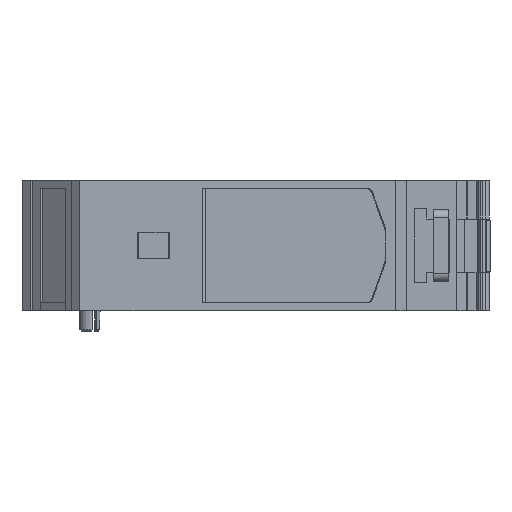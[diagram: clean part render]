
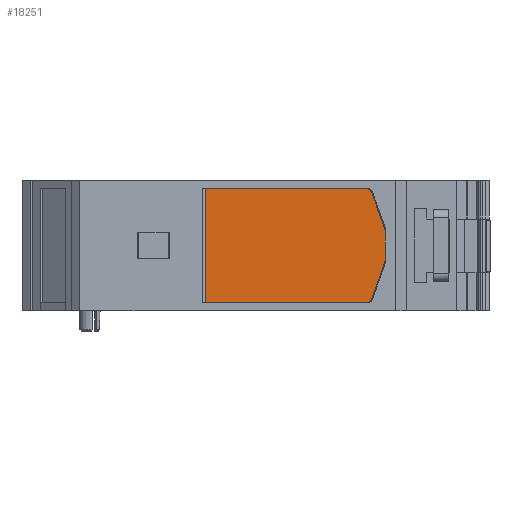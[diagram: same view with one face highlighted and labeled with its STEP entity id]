
A CAD part, left-side view. The second image highlights one B-rep face of the part: STEP entity #18251.
In plain terms, the highlighted planar face has unit normal (-1, 0, 0).
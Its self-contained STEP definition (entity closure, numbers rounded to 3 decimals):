
#107 = CARTESIAN_POINT ( 'NONE',  ( -38., -63.729, 1.506 ) ) ;
#161 = CARTESIAN_POINT ( 'NONE',  ( -38., -64.6, 2.176 ) ) ;
#540 = CARTESIAN_POINT ( 'NONE',  ( -38., -8.79, 144.35 ) ) ;
#878 = VERTEX_POINT ( 'NONE', #1605 ) ;
#881 = FACE_OUTER_BOUND ( 'NONE', #14400, .T. ) ;
#936 = CARTESIAN_POINT ( 'NONE',  ( -38., -64.483, 23.05 ) ) ;
#1340 = ORIENTED_EDGE ( 'NONE', *, *, #12719, .F. ) ;
#1605 = CARTESIAN_POINT ( 'NONE',  ( -38., -63.593, 1.5 ) ) ;
#1648 = CARTESIAN_POINT ( 'NONE',  ( -38., -63.859, 1.531 ) ) ;
#1894 = ORIENTED_EDGE ( 'NONE', *, *, #15186, .T. ) ;
#2100 = DIRECTION ( 'NONE',  ( 0., 1., 0. ) ) ;
#2497 = CARTESIAN_POINT ( 'NONE',  ( -38., -64.384, 23.178 ) ) ;
#2866 = CARTESIAN_POINT ( 'NONE',  ( -38., -67.29, 15.433 ) ) ;
#2988 = VERTEX_POINT ( 'NONE', #2866 ) ;
#3223 = CARTESIAN_POINT ( 'NONE',  ( -38., -64.02, 1.578 ) ) ;
#3351 = B_SPLINE_CURVE_WITH_KNOTS ( 'NONE', 3,
 ( #12284, #13849, #107, #10804, #1648, #12346, #3223, #13911, #4760, #15451, #6294, #16955, #7822, #18475, #9337, #161 ),
 .UNSPECIFIED., .F., .F.,
 ( 4, 1, 2, 2, 2, 1, 2, 2, 4 ),
 ( 0., 0.125, 0.187, 0.25, 0.5, 0.625, 0.687, 0.75, 1. ),
 .UNSPECIFIED. ) ;
#4020 = DIRECTION ( 'NONE',  ( 0., -1., 0. ) ) ;
#4063 = CARTESIAN_POINT ( 'NONE',  ( -38., -64.166, 23.345 ) ) ;
#4097 = ORIENTED_EDGE ( 'NONE', *, *, #6944, .F. ) ;
#4760 = CARTESIAN_POINT ( 'NONE',  ( -38., -64.259, 1.718 ) ) ;
#4864 = VECTOR ( 'NONE', #4020, 1000. ) ;
#4883 = LINE ( 'NONE', #7013, #4864 ) ;
#5519 = CARTESIAN_POINT ( 'NONE',  ( -38., -64.6, 22.824 ) ) ;
#5588 = CARTESIAN_POINT ( 'NONE',  ( -38., -64.016, 23.418 ) ) ;
#5720 = B_SPLINE_CURVE_WITH_KNOTS ( 'NONE', 3,
 ( #5519, #7054, #19192, #10101, #936, #11625, #2497, #13202, #4063, #14748, #5588, #16263, #7123, #17765, #8641, #19253 ),
 .UNSPECIFIED., .F., .F.,
 ( 4, 1, 2, 2, 2, 1, 2, 2, 4 ),
 ( 0., 0.125, 0.188, 0.25, 0.5, 0.625, 0.688, 0.75, 1. ),
 .UNSPECIFIED. ) ;
#5722 = CARTESIAN_POINT ( 'NONE',  ( -38., -64.6, 22.824 ) ) ;
#5866 = DIRECTION ( 'NONE',  ( 0., 0., 1. ) ) ;
#5961 = DIRECTION ( 'NONE',  ( 0., 1., 0. ) ) ;
#6060 = AXIS2_PLACEMENT_3D ( 'NONE', #540, #11236, #2100 ) ;
#6158 = ORIENTED_EDGE ( 'NONE', *, *, #7984, .F. ) ;
#6294 = CARTESIAN_POINT ( 'NONE',  ( -38., -64.381, 1.827 ) ) ;
#6944 = EDGE_CURVE ( 'NONE', #7240, #8045, #11117, .T. ) ;
#7013 = CARTESIAN_POINT ( 'NONE',  ( -38., -68.83, 23.5 ) ) ;
#7054 = CARTESIAN_POINT ( 'NONE',  ( -38., -64.582, 22.872 ) ) ;
#7123 = CARTESIAN_POINT ( 'NONE',  ( -38., -63.936, 23.447 ) ) ;
#7178 = LINE ( 'NONE', #15131, #7916 ) ;
#7240 = VERTEX_POINT ( 'NONE', #15920 ) ;
#7516 = VECTOR ( 'NONE', #16218, 1000. ) ;
#7533 = LINE ( 'NONE', #14698, #7516 ) ;
#7822 = CARTESIAN_POINT ( 'NONE',  ( -38., -64.436, 1.889 ) ) ;
#7916 = VECTOR ( 'NONE', #5961, 1000. ) ;
#7984 = EDGE_CURVE ( 'NONE', #8045, #8360, #4883, .T. ) ;
#8045 = VERTEX_POINT ( 'NONE', #19277 ) ;
#8360 = VERTEX_POINT ( 'NONE', #9668 ) ;
#8641 = CARTESIAN_POINT ( 'NONE',  ( -38., -63.702, 23.5 ) ) ;
#9337 = CARTESIAN_POINT ( 'NONE',  ( -38., -64.565, 2.08 ) ) ;
#9668 = CARTESIAN_POINT ( 'NONE',  ( -38., -63.593, 23.5 ) ) ;
#9713 = PLANE ( 'NONE',  #6060 ) ;
#9994 = EDGE_CURVE ( 'NONE', #10018, #8360, #5720, .T. ) ;
#10018 = VERTEX_POINT ( 'NONE', #5722 ) ;
#10101 = CARTESIAN_POINT ( 'NONE',  ( -38., -64.511, 23.007 ) ) ;
#10280 = VECTOR ( 'NONE', #13473, 1000. ) ;
#10342 = LINE ( 'NONE', #15012, #10280 ) ;
#10657 = EDGE_CURVE ( 'NONE', #2988, #10018, #10342, .T. ) ;
#10777 = VECTOR ( 'NONE', #5866, 1000. ) ;
#10804 = CARTESIAN_POINT ( 'NONE',  ( -38., -63.807, 1.52 ) ) ;
#11117 = LINE ( 'NONE', #16540, #10777 ) ;
#11236 = DIRECTION ( 'NONE',  ( 1., 0., 0. ) ) ;
#11625 = CARTESIAN_POINT ( 'NONE',  ( -38., -64.469, 23.069 ) ) ;
#11936 = ORIENTED_EDGE ( 'NONE', *, *, #17472, .F. ) ;
#12284 = CARTESIAN_POINT ( 'NONE',  ( -38., -63.593, 1.5 ) ) ;
#12346 = CARTESIAN_POINT ( 'NONE',  ( -38., -63.883, 1.537 ) ) ;
#12355 = CARTESIAN_POINT ( 'NONE',  ( -38., -64.6, 2.176 ) ) ;
#12719 = EDGE_CURVE ( 'NONE', #2988, #15572, #16583, .T. ) ;
#13169 = ORIENTED_EDGE ( 'NONE', *, *, #14785, .T. ) ;
#13202 = CARTESIAN_POINT ( 'NONE',  ( -38., -64.305, 23.251 ) ) ;
#13473 = DIRECTION ( 'NONE',  ( 0., 0.342, 0.94 ) ) ;
#13550 = ORIENTED_EDGE ( 'NONE', *, *, #10657, .T. ) ;
#13849 = CARTESIAN_POINT ( 'NONE',  ( -38., -63.648, 1.5 ) ) ;
#13911 = CARTESIAN_POINT ( 'NONE',  ( -38., -64.119, 1.624 ) ) ;
#14400 = EDGE_LOOP ( 'NONE', ( #11936, #13169, #1894, #1340, #13550, #17485, #6158, #4097 ) ) ;
#14595 = CARTESIAN_POINT ( 'NONE',  ( -38., -67.29, 1.5 ) ) ;
#14698 = CARTESIAN_POINT ( 'NONE',  ( -38., -67.62, 10.473 ) ) ;
#14748 = CARTESIAN_POINT ( 'NONE',  ( -38., -64.093, 23.386 ) ) ;
#14785 = EDGE_CURVE ( 'NONE', #878, #19137, #3351, .T. ) ;
#15012 = CARTESIAN_POINT ( 'NONE',  ( -38., -60.549, 33.953 ) ) ;
#15131 = CARTESIAN_POINT ( 'NONE',  ( -38., -68.83, 1.5 ) ) ;
#15186 = EDGE_CURVE ( 'NONE', #19137, #15572, #7533, .T. ) ;
#15451 = CARTESIAN_POINT ( 'NONE',  ( -38., -64.324, 1.769 ) ) ;
#15572 = VERTEX_POINT ( 'NONE', #16474 ) ;
#15920 = CARTESIAN_POINT ( 'NONE',  ( -38., -32.834, 1.5 ) ) ;
#16218 = DIRECTION ( 'NONE',  ( 0., -0.342, 0.94 ) ) ;
#16263 = CARTESIAN_POINT ( 'NONE',  ( -38., -63.964, 23.438 ) ) ;
#16474 = CARTESIAN_POINT ( 'NONE',  ( -38., -67.29, 9.567 ) ) ;
#16540 = CARTESIAN_POINT ( 'NONE',  ( -38., -32.834, 1.5 ) ) ;
#16583 = LINE ( 'NONE', #14595, #17027 ) ;
#16955 = CARTESIAN_POINT ( 'NONE',  ( -38., -64.418, 1.867 ) ) ;
#17027 = VECTOR ( 'NONE', #17619, 1000. ) ;
#17472 = EDGE_CURVE ( 'NONE', #878, #7240, #7178, .T. ) ;
#17485 = ORIENTED_EDGE ( 'NONE', *, *, #9994, .T. ) ;
#17619 = DIRECTION ( 'NONE',  ( 0., 0., -1. ) ) ;
#17765 = CARTESIAN_POINT ( 'NONE',  ( -38., -63.808, 23.485 ) ) ;
#18251 = ADVANCED_FACE ( 'NONE', ( #881 ), #9713, .F. ) ;
#18475 = CARTESIAN_POINT ( 'NONE',  ( -38., -64.515, 1.991 ) ) ;
#19137 = VERTEX_POINT ( 'NONE', #12355 ) ;
#19192 = CARTESIAN_POINT ( 'NONE',  ( -38., -64.551, 22.942 ) ) ;
#19253 = CARTESIAN_POINT ( 'NONE',  ( -38., -63.593, 23.5 ) ) ;
#19277 = CARTESIAN_POINT ( 'NONE',  ( -38., -32.834, 23.5 ) ) ;
